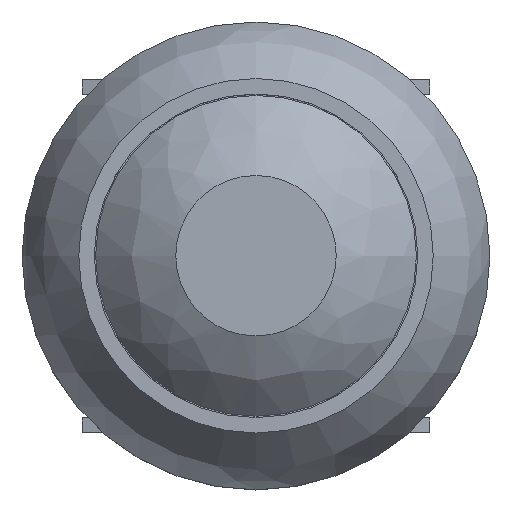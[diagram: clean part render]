
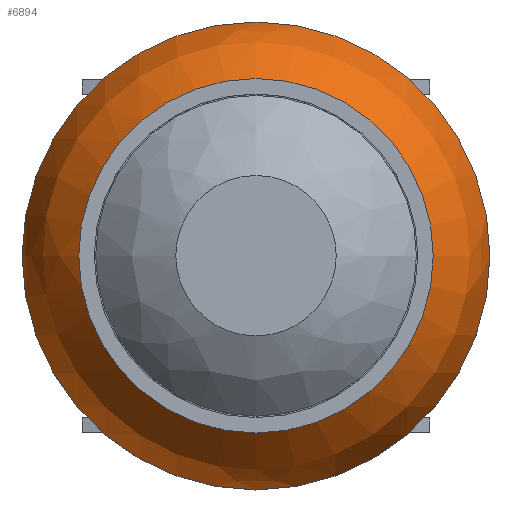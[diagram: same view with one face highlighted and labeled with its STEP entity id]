
A CAD part, top view. The second image highlights one B-rep face of the part: STEP entity #6894.
In plain terms, the highlighted free-form (B-spline) face has degree [2, 2] with [3, 9] control points.
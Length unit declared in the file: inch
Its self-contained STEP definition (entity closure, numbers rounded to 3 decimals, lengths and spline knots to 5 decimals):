
#6830=CARTESIAN_POINT('',(-0.26102,0.,0.19685));
#6831=VERTEX_POINT('',#6830);
#6832=CARTESIAN_POINT('',(0.0,0.0,0.19685));
#6833=DIRECTION('',(0.0,0.0,-1.0));
#6834=DIRECTION('',(-1.0,0.0,0.0));
#6835=AXIS2_PLACEMENT_3D('',#6832,#6833,#6834);
#6836=CIRCLE('',#6835,0.26102);
#6837=EDGE_CURVE('',#6831,#6831,#6836,.T.);
#6845=CARTESIAN_POINT('',(0.26102,0.,0.19685));
#6846=CARTESIAN_POINT('',(0.3274,0.,0.14288));
#6847=CARTESIAN_POINT('',(0.34449,0.,0.05906));
#6848=CARTESIAN_POINT('',(0.26102,0.26102,0.19685));
#6849=CARTESIAN_POINT('',(0.3274,0.3274,0.14288));
#6850=CARTESIAN_POINT('',(0.34449,0.34449,0.05906));
#6851=CARTESIAN_POINT('',(0.,0.26102,0.19685));
#6852=CARTESIAN_POINT('',(0.,0.3274,0.14288));
#6853=CARTESIAN_POINT('',(0.,0.34449,0.05906));
#6854=CARTESIAN_POINT('',(-0.26102,0.26102,0.19685));
#6855=CARTESIAN_POINT('',(-0.3274,0.3274,0.14288));
#6856=CARTESIAN_POINT('',(-0.34449,0.34449,0.05906));
#6857=CARTESIAN_POINT('',(-0.26102,0.,0.19685));
#6858=CARTESIAN_POINT('',(-0.3274,0.,0.14288));
#6859=CARTESIAN_POINT('',(-0.34449,0.,0.05906));
#6860=CARTESIAN_POINT('',(-0.26102,-0.26102,0.19685));
#6861=CARTESIAN_POINT('',(-0.3274,-0.3274,0.14288));
#6862=CARTESIAN_POINT('',(-0.34449,-0.34449,0.05906));
#6863=CARTESIAN_POINT('',(0.,-0.26102,0.19685));
#6864=CARTESIAN_POINT('',(0.,-0.3274,0.14288));
#6865=CARTESIAN_POINT('',(0.,-0.34449,0.05906));
#6866=CARTESIAN_POINT('',(0.26102,-0.26102,0.19685));
#6867=CARTESIAN_POINT('',(0.3274,-0.3274,0.14288));
#6868=CARTESIAN_POINT('',(0.34449,-0.34449,0.05906));
#6869=CARTESIAN_POINT('',(0.26102,0.,0.19685));
#6870=CARTESIAN_POINT('',(0.3274,0.,0.14288));
#6871=CARTESIAN_POINT('',(0.34449,0.,0.05906));
#6879=(BOUNDED_SURFACE()B_SPLINE_SURFACE(2,2,((#6845,#6848,#6851,#6854,#6857,#6860,#6863,#6866,#6869),(#6846,#6849,#6852,#6855,#6858,#6861,#6864,#6867,#6870),(#6847,#6850,#6853,#6856,#6859,#6862,#6865,#6868,#6871)),.UNSPECIFIED.,.F.,.T.,.U.)B_SPLINE_SURFACE_WITH_KNOTS((3,3),(3,2,2,2,3),(-0.88812,-0.20111),(0.0,1.5708,3.14159,4.71239,6.28319),.UNSPECIFIED.)GEOMETRIC_REPRESENTATION_ITEM()RATIONAL_B_SPLINE_SURFACE(((1.0,0.707,1.0,0.707,1.0,0.707,1.0,0.707,1.0),(0.942,0.666,0.942,0.666,0.942,0.666,0.942,0.666,0.942),(1.0,0.707,1.0,0.707,1.0,0.707,1.0,0.707,1.0)))REPRESENTATION_ITEM('')SURFACE());
#6880=ORIENTED_EDGE('',*,*,#6837,.T.);
#6881=EDGE_LOOP('',(#6880));
#6882=FACE_OUTER_BOUND('',#6881,.T.);
#6883=CARTESIAN_POINT('',(-0.34449,0.,0.05906));
#6884=VERTEX_POINT('',#6883);
#6885=CARTESIAN_POINT('',(0.0,0.0,0.05906));
#6886=DIRECTION('',(0.0,0.0,-1.0));
#6887=DIRECTION('',(-1.0,0.0,0.0));
#6888=AXIS2_PLACEMENT_3D('',#6885,#6886,#6887);
#6889=CIRCLE('',#6888,0.34449);
#6890=EDGE_CURVE('',#6884,#6884,#6889,.T.);
#6891=ORIENTED_EDGE('',*,*,#6890,.F.);
#6892=EDGE_LOOP('',(#6891));
#6893=FACE_BOUND('',#6892,.T.);
#6894=ADVANCED_FACE('',(#6882,#6893),#6879,.T.);
